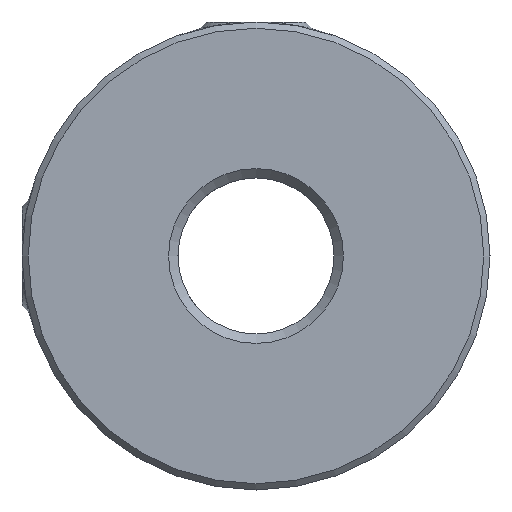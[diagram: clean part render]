
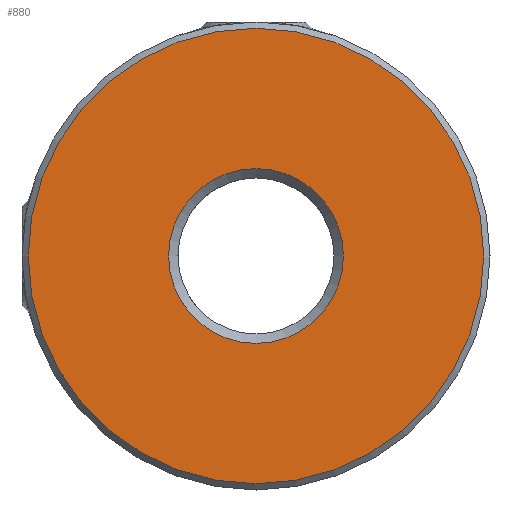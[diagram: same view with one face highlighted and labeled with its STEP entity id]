
A CAD part, front view. The second image highlights one B-rep face of the part: STEP entity #880.
In plain terms, the highlighted planar face has unit normal (0, -1, 0).
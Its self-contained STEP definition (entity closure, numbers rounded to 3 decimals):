
#770 = VERTEX_POINT('',#771);
#771 = CARTESIAN_POINT('',(0.,-4.7,2.8));
#779 = EDGE_CURVE('',#770,#770,#780,.T.);
#780 = CIRCLE('',#781,2.8);
#781 = AXIS2_PLACEMENT_3D('',#782,#783,#784);
#782 = CARTESIAN_POINT('',(0.,-4.7,0.)
  );
#783 = DIRECTION('',(0.,1.,0.));
#784 = DIRECTION('',(0.,0.,1.));
#880 = ADVANCED_FACE('',(#881,#884),#895,.T.);
#881 = FACE_BOUND('',#882,.T.);
#882 = EDGE_LOOP('',(#883));
#883 = ORIENTED_EDGE('',*,*,#779,.T.);
#884 = FACE_BOUND('',#885,.T.);
#885 = EDGE_LOOP('',(#886));
#886 = ORIENTED_EDGE('',*,*,#887,.F.);
#887 = EDGE_CURVE('',#888,#888,#890,.T.);
#888 = VERTEX_POINT('',#889);
#889 = CARTESIAN_POINT('',(0.,-4.7,7.3));
#890 = CIRCLE('',#891,7.3);
#891 = AXIS2_PLACEMENT_3D('',#892,#893,#894);
#892 = CARTESIAN_POINT('',(0.,-4.7,0.)
  );
#893 = DIRECTION('',(0.,1.,0.));
#894 = DIRECTION('',(0.,0.,1.));
#895 = PLANE('',#896);
#896 = AXIS2_PLACEMENT_3D('',#897,#898,#899);
#897 = CARTESIAN_POINT('',(0.,-4.7,0.));
#898 = DIRECTION('',(0.,-1.,0.));
#899 = DIRECTION('',(0.,0.,-1.));
